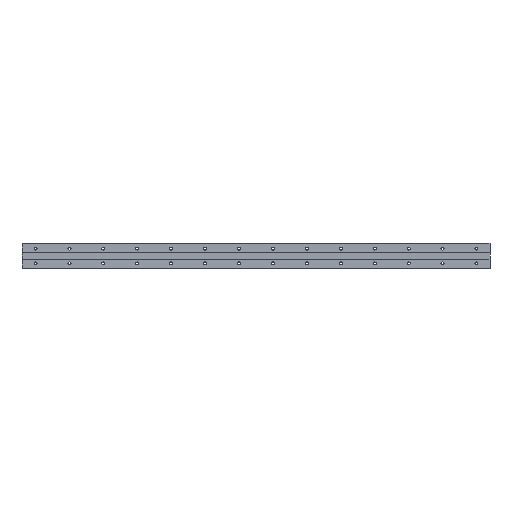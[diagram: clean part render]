
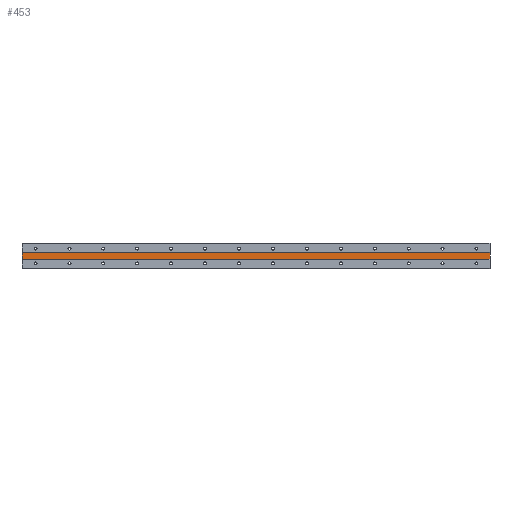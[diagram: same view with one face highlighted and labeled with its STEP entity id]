
A CAD part, front view. The second image highlights one B-rep face of the part: STEP entity #453.
In plain terms, the highlighted planar face has unit normal (0, -1, 0).
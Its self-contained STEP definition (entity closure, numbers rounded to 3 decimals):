
#64 = CARTESIAN_POINT ( 'NONE',  ( -20., 0.5, -5. ) ) ;
#150 = LINE ( 'NONE', #3999, #5453 ) ;
#201 = DIRECTION ( 'NONE',  ( 1., 0., 0. ) ) ;
#453 = ADVANCED_FACE ( 'NONE', ( #2467 ), #5355, .F. ) ;
#533 = CARTESIAN_POINT ( 'NONE',  ( 670., 0.5, -5. ) ) ;
#970 = LINE ( 'NONE', #2772, #3617 ) ;
#1050 = LINE ( 'NONE', #2747, #2386 ) ;
#1167 = ORIENTED_EDGE ( 'NONE', *, *, #4001, .T. ) ;
#1217 = EDGE_LOOP ( 'NONE', ( #1167, #3522, #3666, #3977 ) ) ;
#1246 = EDGE_CURVE ( 'NONE', #2230, #5208, #1050, .T. ) ;
#1266 = EDGE_CURVE ( 'NONE', #1661, #3990, #970, .T. ) ;
#1661 = VERTEX_POINT ( 'NONE', #2273 ) ;
#1681 = CARTESIAN_POINT ( 'NONE',  ( 670., 0.5, -5. ) ) ;
#2230 = VERTEX_POINT ( 'NONE', #3704 ) ;
#2273 = CARTESIAN_POINT ( 'NONE',  ( -20., 0.5, 5. ) ) ;
#2386 = VECTOR ( 'NONE', #4764, 1000. ) ;
#2467 = FACE_OUTER_BOUND ( 'NONE', #1217, .T. ) ;
#2487 = EDGE_CURVE ( 'NONE', #1661, #2230, #150, .T. ) ;
#2620 = DIRECTION ( 'NONE',  ( 1., 0., 0. ) ) ;
#2747 = CARTESIAN_POINT ( 'NONE',  ( 670., 0.5, 18.34 ) ) ;
#2772 = CARTESIAN_POINT ( 'NONE',  ( -20., 0.5, 18.34 ) ) ;
#3114 = DIRECTION ( 'NONE',  ( 0., 0., -1. ) ) ;
#3522 = ORIENTED_EDGE ( 'NONE', *, *, #1246, .F. ) ;
#3617 = VECTOR ( 'NONE', #3114, 1000. ) ;
#3666 = ORIENTED_EDGE ( 'NONE', *, *, #2487, .F. ) ;
#3704 = CARTESIAN_POINT ( 'NONE',  ( 670., 0.5, 5. ) ) ;
#3977 = ORIENTED_EDGE ( 'NONE', *, *, #1266, .T. ) ;
#3990 = VERTEX_POINT ( 'NONE', #64 ) ;
#3999 = CARTESIAN_POINT ( 'NONE',  ( 670., 0.5, 5. ) ) ;
#4001 = EDGE_CURVE ( 'NONE', #3990, #5208, #4331, .T. ) ;
#4144 = DIRECTION ( 'NONE',  ( 0., 1., 0. ) ) ;
#4331 = LINE ( 'NONE', #533, #5326 ) ;
#4764 = DIRECTION ( 'NONE',  ( 0., 0., -1. ) ) ;
#4867 = CARTESIAN_POINT ( 'NONE',  ( 670., 0.5, 5. ) ) ;
#5208 = VERTEX_POINT ( 'NONE', #1681 ) ;
#5298 = DIRECTION ( 'NONE',  ( 0., 0., 1. ) ) ;
#5326 = VECTOR ( 'NONE', #2620, 1000. ) ;
#5355 = PLANE ( 'NONE',  #5432 ) ;
#5432 = AXIS2_PLACEMENT_3D ( 'NONE', #4867, #4144, #5298 ) ;
#5453 = VECTOR ( 'NONE', #201, 1000. ) ;
